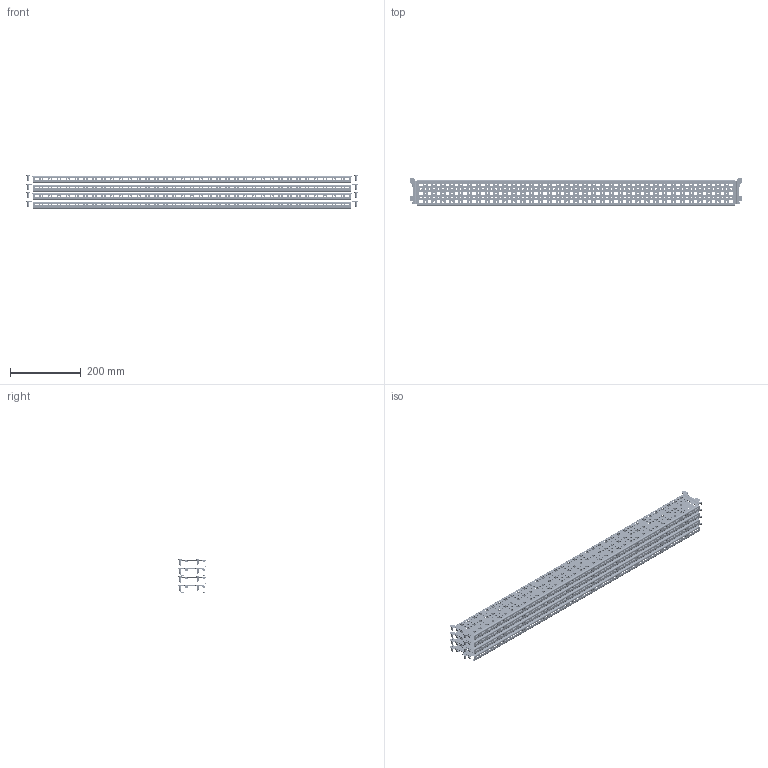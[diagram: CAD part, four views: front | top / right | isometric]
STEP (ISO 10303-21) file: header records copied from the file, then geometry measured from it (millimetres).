
FILE_DESCRIPTION (( 'STEP AP203' ), '1' );
FILE_NAME ('UR31204102373 Ïëàíêà ìîíòàæíàÿ ÍÌ 23õ73 RS52 00.100 (4øò) (000.801.633-04).STEP', '2022-04-20T05:42:30', ( '' ), ( '' ), 'SwSTEP 2.0', 'SolidWorks 2017', '' );
FILE_SCHEMA (( 'CONFIG_CONTROL_DESIGN' ));
Length unit declared in the file: millimetre
Products named in the file (3): Âèíò DIN 7500 M TORX_Œ5å16; UR31204102373 Ïëàíêà ìîíòàæíàÿ ÍÌ 23õ73 RS52 00.100 (4øò) (000.801.633-04); 025-296 Ïëàíêà ÍÌ 23õ73_04 (00.100)
Assembly tree (20 placements, depth 2):
  UR31204102373 Ïëàíêà ìîíòàæíàÿ ÍÌ 23õ73 RS52 00.100 (4øò) (000.801.633-04)
    025-296 Ïëàíêà ÍÌ 23õ73_04 (00.100)  x4
    Âèíò DIN 7500 M TORX_Œ5å16  x16
Bounding box: 936 x 80 x 93.3 mm (x, y, z)
Volume: 526944.8 mm3; surface area: 825730.1 mm2
Topology: 20 solids, 20 shells, 6832 faces, 19784 edges, 13008 vertices
Faces by surface type: plane 3424, cylinder 3248, cone 96, torus 64
Entity records: 55280 total; most frequent: DIRECTION 9257, CARTESIAN_POINT 9242, ORIENTED_EDGE 9214, EDGE_CURVE 4607, LINE 3155, VECTOR 3155, AXIS2_PLACEMENT_3D 3051, VERTEX_POINT 3036
